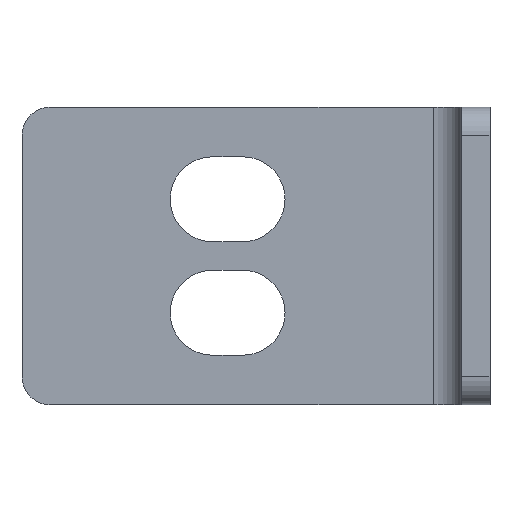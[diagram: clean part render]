
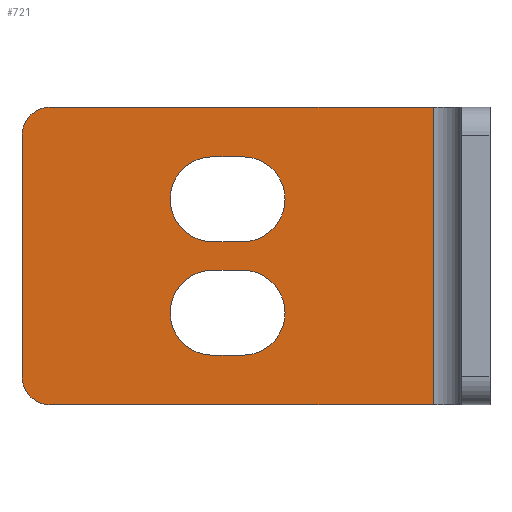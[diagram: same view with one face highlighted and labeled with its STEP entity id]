
A CAD part, front view. The second image highlights one B-rep face of the part: STEP entity #721.
In plain terms, the highlighted planar face has unit normal (0, -1, 0).
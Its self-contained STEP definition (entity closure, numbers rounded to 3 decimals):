
#16 = VERTEX_POINT ( 'NONE', #1046 ) ;
#21 = VERTEX_POINT ( 'NONE', #30 ) ;
#30 = CARTESIAN_POINT ( 'NONE',  ( -22.55, -2., 6.5 ) ) ;
#31 = ORIENTED_EDGE ( 'NONE', *, *, #868, .T. ) ;
#36 = EDGE_CURVE ( 'NONE', #218, #110, #300, .T. ) ;
#38 = EDGE_CURVE ( 'NONE', #228, #352, #687, .T. ) ;
#42 = AXIS2_PLACEMENT_3D ( 'NONE', #643, #60, #998 ) ;
#59 = DIRECTION ( 'NONE',  ( 1., 0., 0. ) ) ;
#60 = DIRECTION ( 'NONE',  ( 0., 1., 0. ) ) ;
#61 = DIRECTION ( 'NONE',  ( -1., 0., 0. ) ) ;
#72 = DIRECTION ( 'NONE',  ( 1., 0., 0. ) ) ;
#78 = DIRECTION ( 'NONE',  ( 0., 1., 0. ) ) ;
#81 = EDGE_CURVE ( 'NONE', #110, #866, #575, .T. ) ;
#85 = DIRECTION ( 'NONE',  ( 0., -1., 0. ) ) ;
#90 = CARTESIAN_POINT ( 'NONE',  ( -19.55, -2., 6.5 ) ) ;
#96 = LINE ( 'NONE', #426, #654 ) ;
#100 = ORIENTED_EDGE ( 'NONE', *, *, #36, .T. ) ;
#110 = VERTEX_POINT ( 'NONE', #726 ) ;
#115 = DIRECTION ( 'NONE',  ( 1., 0., 0. ) ) ;
#148 = CARTESIAN_POINT ( 'NONE',  ( -19.55, -2., 6.5 ) ) ;
#164 = EDGE_CURVE ( 'NONE', #975, #519, #201, .T. ) ;
#166 = CARTESIAN_POINT ( 'NONE',  ( -33., -2., 70.836 ) ) ;
#182 = ORIENTED_EDGE ( 'NONE', *, *, #664, .T. ) ;
#191 = EDGE_LOOP ( 'NONE', ( #879, #723, #182, #252, #276 ) ) ;
#197 = DIRECTION ( 'NONE',  ( -1., 0., 0. ) ) ;
#201 = CIRCLE ( 'NONE', #42, 3. ) ;
#203 = VECTOR ( 'NONE', #208, 1000. ) ;
#208 = DIRECTION ( 'NONE',  ( 1., 0., 0. ) ) ;
#213 = CARTESIAN_POINT ( 'NONE',  ( -17.45, -2., 11.5 ) ) ;
#218 = VERTEX_POINT ( 'NONE', #840 ) ;
#228 = VERTEX_POINT ( 'NONE', #976 ) ;
#238 = CARTESIAN_POINT ( 'NONE',  ( -17.45, -2., 9.5 ) ) ;
#252 = ORIENTED_EDGE ( 'NONE', *, *, #767, .T. ) ;
#260 = ORIENTED_EDGE ( 'NONE', *, *, #905, .T. ) ;
#276 = ORIENTED_EDGE ( 'NONE', *, *, #1019, .T. ) ;
#285 = LINE ( 'NONE', #803, #203 ) ;
#300 = CIRCLE ( 'NONE', #578, 2. ) ;
#310 = EDGE_CURVE ( 'NONE', #352, #975, #737, .T. ) ;
#326 = CIRCLE ( 'NONE', #405, 3. ) ;
#334 = EDGE_CURVE ( 'NONE', #1081, #636, #597, .T. ) ;
#336 = DIRECTION ( 'NONE',  ( 0., 1., 0. ) ) ;
#352 = VERTEX_POINT ( 'NONE', #355 ) ;
#353 = ORIENTED_EDGE ( 'NONE', *, *, #38, .T. ) ;
#354 = DIRECTION ( 'NONE',  ( 1., 0., 0. ) ) ;
#355 = CARTESIAN_POINT ( 'NONE',  ( -19.55, -2., 17.5 ) ) ;
#367 = CARTESIAN_POINT ( 'NONE',  ( 0., -2., 21. ) ) ;
#375 = CARTESIAN_POINT ( 'NONE',  ( -17.45, -2., 17.5 ) ) ;
#378 = DIRECTION ( 'NONE',  ( 1., 0., 0. ) ) ;
#398 = ORIENTED_EDGE ( 'NONE', *, *, #980, .T. ) ;
#404 = CARTESIAN_POINT ( 'NONE',  ( 0., -2., 70.836 ) ) ;
#405 = AXIS2_PLACEMENT_3D ( 'NONE', #148, #78, #72 ) ;
#406 = AXIS2_PLACEMENT_3D ( 'NONE', #527, #798, #115 ) ;
#426 = CARTESIAN_POINT ( 'NONE',  ( -17.45, -2., 11.5 ) ) ;
#439 = VECTOR ( 'NONE', #810, 1000. ) ;
#478 = VECTOR ( 'NONE', #706, 1000. ) ;
#479 = CARTESIAN_POINT ( 'NONE',  ( -19.55, -2., 9.5 ) ) ;
#486 = FACE_BOUND ( 'NONE', #191, .T. ) ;
#500 = EDGE_CURVE ( 'NONE', #218, #16, #791, .T. ) ;
#508 = AXIS2_PLACEMENT_3D ( 'NONE', #801, #531, #378 ) ;
#516 = DIRECTION ( 'NONE',  ( 1., 0., 0. ) ) ;
#519 = VERTEX_POINT ( 'NONE', #213 ) ;
#524 = EDGE_LOOP ( 'NONE', ( #684, #100, #849, #1007, #1023, #398 ) ) ;
#527 = CARTESIAN_POINT ( 'NONE',  ( -19.55, -2., 14.5 ) ) ;
#531 = DIRECTION ( 'NONE',  ( 0., 1., 0. ) ) ;
#539 = DIRECTION ( 'NONE',  ( 1., 0., 0. ) ) ;
#541 = LINE ( 'NONE', #714, #582 ) ;
#566 = VERTEX_POINT ( 'NONE', #882 ) ;
#568 = CARTESIAN_POINT ( 'NONE',  ( -19.55, -2., 17.5 ) ) ;
#575 = LINE ( 'NONE', #166, #439 ) ;
#576 = FACE_OUTER_BOUND ( 'NONE', #524, .T. ) ;
#578 = AXIS2_PLACEMENT_3D ( 'NONE', #883, #889, #718 ) ;
#582 = VECTOR ( 'NONE', #197, 1000. ) ;
#585 = CARTESIAN_POINT ( 'NONE',  ( -31., -2., 2. ) ) ;
#597 = CIRCLE ( 'NONE', #930, 3. ) ;
#621 = AXIS2_PLACEMENT_3D ( 'NONE', #585, #85, #753 ) ;
#628 = CARTESIAN_POINT ( 'NONE',  ( -19.55, -2., 11.5 ) ) ;
#633 = CIRCLE ( 'NONE', #406, 3. ) ;
#635 = FACE_BOUND ( 'NONE', #1034, .T. ) ;
#636 = VERTEX_POINT ( 'NONE', #995 ) ;
#643 = CARTESIAN_POINT ( 'NONE',  ( -17.45, -2., 14.5 ) ) ;
#651 = EDGE_CURVE ( 'NONE', #636, #742, #1006, .T. ) ;
#654 = VECTOR ( 'NONE', #858, 1000. ) ;
#664 = EDGE_CURVE ( 'NONE', #742, #21, #326, .T. ) ;
#676 = VERTEX_POINT ( 'NONE', #479 ) ;
#684 = ORIENTED_EDGE ( 'NONE', *, *, #500, .F. ) ;
#687 = CIRCLE ( 'NONE', #508, 3. ) ;
#706 = DIRECTION ( 'NONE',  ( 0., 0., 1. ) ) ;
#708 = VECTOR ( 'NONE', #59, 1000. ) ;
#710 = CARTESIAN_POINT ( 'NONE',  ( -17.45, -2., 6.5 ) ) ;
#714 = CARTESIAN_POINT ( 'NONE',  ( 0., -2., 0. ) ) ;
#718 = DIRECTION ( 'NONE',  ( 1., 0., 0. ) ) ;
#719 = DIRECTION ( 'NONE',  ( 0., 1., 0. ) ) ;
#721 = ADVANCED_FACE ( 'NONE', ( #486, #635, #576 ), #833, .T. ) ;
#723 = ORIENTED_EDGE ( 'NONE', *, *, #651, .T. ) ;
#726 = CARTESIAN_POINT ( 'NONE',  ( -33., -2., 19. ) ) ;
#737 = LINE ( 'NONE', #568, #708 ) ;
#742 = VERTEX_POINT ( 'NONE', #959 ) ;
#747 = DIRECTION ( 'NONE',  ( 0., -1., 0. ) ) ;
#753 = DIRECTION ( 'NONE',  ( 1., 0., 0. ) ) ;
#766 = CARTESIAN_POINT ( 'NONE',  ( -4., -2., 0. ) ) ;
#767 = EDGE_CURVE ( 'NONE', #21, #676, #974, .T. ) ;
#769 = VERTEX_POINT ( 'NONE', #766 ) ;
#791 = LINE ( 'NONE', #367, #972 ) ;
#798 = DIRECTION ( 'NONE',  ( 0., 1., 0. ) ) ;
#800 = VECTOR ( 'NONE', #61, 1000. ) ;
#801 = CARTESIAN_POINT ( 'NONE',  ( -19.55, -2., 14.5 ) ) ;
#803 = CARTESIAN_POINT ( 'NONE',  ( -19.55, -2., 9.5 ) ) ;
#806 = EDGE_CURVE ( 'NONE', #866, #566, #933, .T. ) ;
#810 = DIRECTION ( 'NONE',  ( 0., 0., -1. ) ) ;
#833 = PLANE ( 'NONE',  #1016 ) ;
#840 = CARTESIAN_POINT ( 'NONE',  ( -31., -2., 21. ) ) ;
#849 = ORIENTED_EDGE ( 'NONE', *, *, #81, .T. ) ;
#851 = CARTESIAN_POINT ( 'NONE',  ( -33., -2., 2. ) ) ;
#858 = DIRECTION ( 'NONE',  ( -1., 0., 0. ) ) ;
#866 = VERTEX_POINT ( 'NONE', #851 ) ;
#868 = EDGE_CURVE ( 'NONE', #519, #986, #96, .T. ) ;
#877 = CARTESIAN_POINT ( 'NONE',  ( -4., -2., 21. ) ) ;
#879 = ORIENTED_EDGE ( 'NONE', *, *, #334, .T. ) ;
#881 = LINE ( 'NONE', #877, #478 ) ;
#882 = CARTESIAN_POINT ( 'NONE',  ( -31., -2., 0. ) ) ;
#883 = CARTESIAN_POINT ( 'NONE',  ( -31., -2., 19. ) ) ;
#889 = DIRECTION ( 'NONE',  ( 0., -1., 0. ) ) ;
#905 = EDGE_CURVE ( 'NONE', #986, #228, #633, .T. ) ;
#908 = EDGE_CURVE ( 'NONE', #769, #566, #541, .T. ) ;
#926 = CARTESIAN_POINT ( 'NONE',  ( -17.45, -2., 3.5 ) ) ;
#930 = AXIS2_PLACEMENT_3D ( 'NONE', #710, #719, #516 ) ;
#933 = CIRCLE ( 'NONE', #621, 2. ) ;
#959 = CARTESIAN_POINT ( 'NONE',  ( -19.55, -2., 3.5 ) ) ;
#969 = ORIENTED_EDGE ( 'NONE', *, *, #164, .T. ) ;
#972 = VECTOR ( 'NONE', #539, 1000. ) ;
#974 = CIRCLE ( 'NONE', #1057, 3. ) ;
#975 = VERTEX_POINT ( 'NONE', #375 ) ;
#976 = CARTESIAN_POINT ( 'NONE',  ( -22.55, -2., 14.5 ) ) ;
#980 = EDGE_CURVE ( 'NONE', #769, #16, #881, .T. ) ;
#986 = VERTEX_POINT ( 'NONE', #628 ) ;
#992 = ORIENTED_EDGE ( 'NONE', *, *, #310, .T. ) ;
#995 = CARTESIAN_POINT ( 'NONE',  ( -17.45, -2., 3.5 ) ) ;
#998 = DIRECTION ( 'NONE',  ( 1., 0., 0. ) ) ;
#1006 = LINE ( 'NONE', #926, #800 ) ;
#1007 = ORIENTED_EDGE ( 'NONE', *, *, #806, .T. ) ;
#1016 = AXIS2_PLACEMENT_3D ( 'NONE', #404, #747, #1096 ) ;
#1019 = EDGE_CURVE ( 'NONE', #676, #1081, #285, .T. ) ;
#1023 = ORIENTED_EDGE ( 'NONE', *, *, #908, .F. ) ;
#1034 = EDGE_LOOP ( 'NONE', ( #260, #353, #992, #969, #31 ) ) ;
#1046 = CARTESIAN_POINT ( 'NONE',  ( -4., -2., 21. ) ) ;
#1057 = AXIS2_PLACEMENT_3D ( 'NONE', #90, #336, #354 ) ;
#1081 = VERTEX_POINT ( 'NONE', #238 ) ;
#1096 = DIRECTION ( 'NONE',  ( 1., 0., 0. ) ) ;
